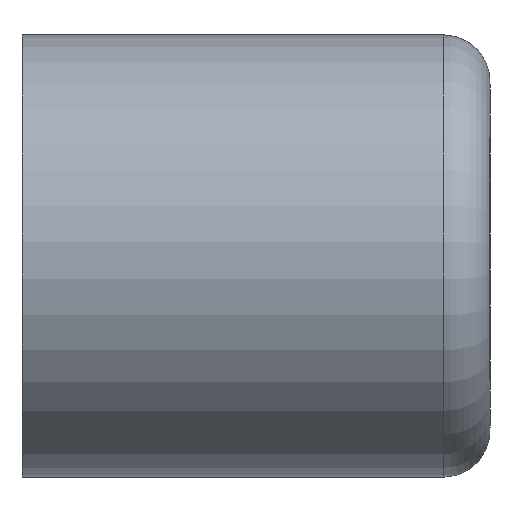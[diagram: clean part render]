
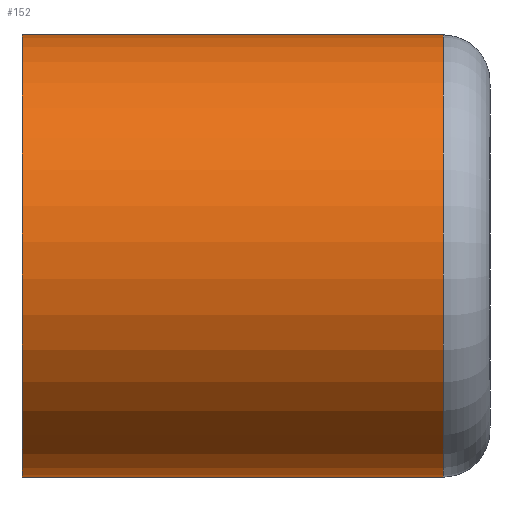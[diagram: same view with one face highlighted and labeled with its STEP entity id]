
A CAD part, left-side view. The second image highlights one B-rep face of the part: STEP entity #152.
In plain terms, the highlighted cylindrical face has radius 1.418 mm (diameter 2.836 mm), a partial arc.
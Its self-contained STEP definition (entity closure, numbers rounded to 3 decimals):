
#19=CIRCLE('',#175,1.418);
#21=CIRCLE('',#179,1.418);
#27=LINE('',#467,#37);
#33=LINE('',#662,#43);
#37=VECTOR('',#202,1000.);
#43=VECTOR('',#224,1000.);
#76=ORIENTED_EDGE('',*,*,#103,.F.);
#77=ORIENTED_EDGE('',*,*,#101,.T.);
#78=ORIENTED_EDGE('',*,*,#93,.T.);
#79=ORIENTED_EDGE('',*,*,#97,.F.);
#93=EDGE_CURVE('',#111,#104,#27,.T.);
#97=EDGE_CURVE('',#113,#104,#19,.T.);
#101=EDGE_CURVE('',#115,#111,#21,.T.);
#103=EDGE_CURVE('',#115,#113,#33,.T.);
#104=VERTEX_POINT('',#338);
#111=VERTEX_POINT('',#468);
#113=VERTEX_POINT('',#649);
#115=VERTEX_POINT('',#657);
#128=EDGE_LOOP('',(#76,#77,#78,#79));
#138=FACE_BOUND('',#128,.T.);
#143=CYLINDRICAL_SURFACE('',#181,1.418);
#152=ADVANCED_FACE('',(#138),#143,.T.);
#175=AXIS2_PLACEMENT_3D('',#650,#207,#208);
#179=AXIS2_PLACEMENT_3D('',#658,#217,#218);
#181=AXIS2_PLACEMENT_3D('',#661,#222,#223);
#202=DIRECTION('',(0.,-1.,0.));
#207=DIRECTION('',(0.,-1.,0.));
#208=DIRECTION('',(0.165,0.,0.986));
#217=DIRECTION('',(0.,-1.,0.));
#218=DIRECTION('',(1.,0.,0.));
#222=DIRECTION('',(0.,1.,0.));
#223=DIRECTION('',(-1.,0.,-0.021));
#224=DIRECTION('',(0.,-1.,0.));
#338=CARTESIAN_POINT('',(-3.412,-2.7,6.089));
#467=CARTESIAN_POINT('',(-3.412,0.,6.089));
#468=CARTESIAN_POINT('',(-3.412,0.,6.089));
#649=CARTESIAN_POINT('',(-3.47,-2.7,8.875));
#650=CARTESIAN_POINT('',(-3.704,-2.7,7.476));
#657=CARTESIAN_POINT('',(-3.47,0.,8.875));
#658=CARTESIAN_POINT('',(-3.704,0.,7.476));
#661=CARTESIAN_POINT('',(-3.704,0.,7.476));
#662=CARTESIAN_POINT('',(-3.47,0.,8.875));
